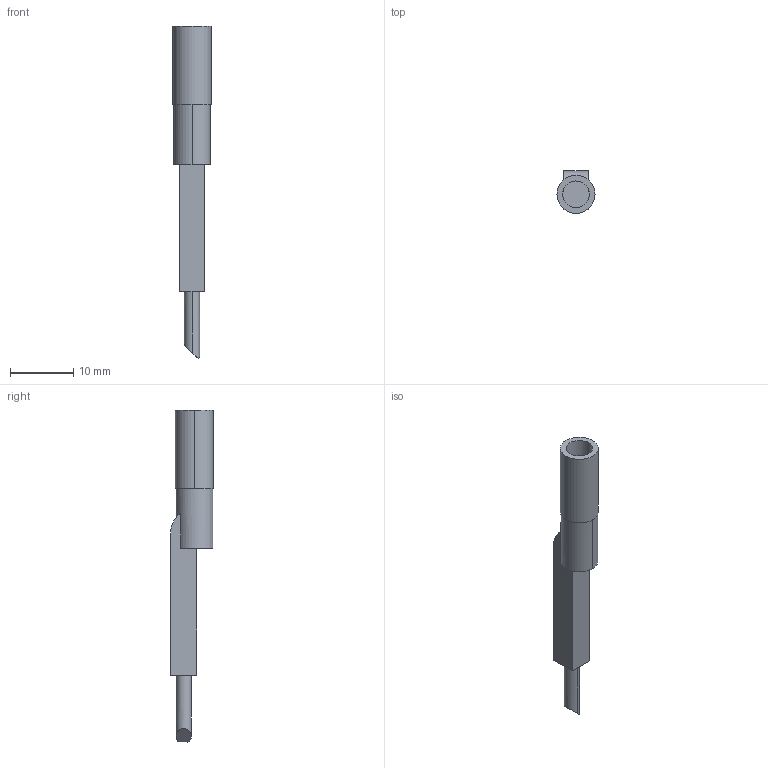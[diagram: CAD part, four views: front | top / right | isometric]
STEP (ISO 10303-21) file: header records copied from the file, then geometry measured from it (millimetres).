
FILE_DESCRIPTION(('Creo Elements/Direct Modeling STEP Export'),'2;1');
FILE_NAME('model.stp','2018-03-01T22:31:42',(''),(''),'Creo Elements/Direct Modeling STEP processor for AP214 (Solid Model)','Creo Elements/Direct Modeling 18.1I 14-Aug-2016 (C) Parametric Technology GmbH','');
FILE_SCHEMA(('AUTOMOTIVE_DESIGN { 1 0 10303 214 1 1 1 1 }'));
Length unit declared in the file: millimetre
Products named in the file (2): PAI_4_N_GY-select
Assembly tree (1 placements, depth 2):
  PAI_4_N_GY-select
    PAI_4_N_GY-select
Bounding box: 6 x 6.78 x 52.3 mm (x, y, z)
Volume: 772.2 mm3; surface area: 1077.6 mm2
Topology: 1 solids, 1 shells, 22 faces, 54 edges, 37 vertices
Faces by surface type: cylinder 11, plane 10, extrusion 1
Entity records: 1148 total; most frequent: CARTESIAN_POINT 426, ORIENTED_EDGE 108, DIRECTION 93, EDGE_CURVE 54, VERTEX_POINT 37, AXIS2_PLACEMENT_3D 34, EDGE_LOOP 25, VECTOR 25
